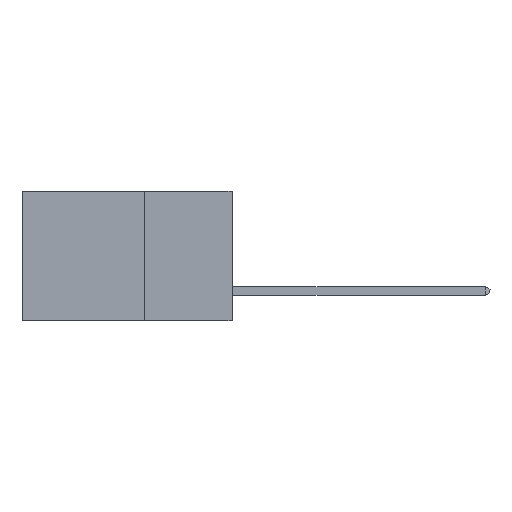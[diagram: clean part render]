
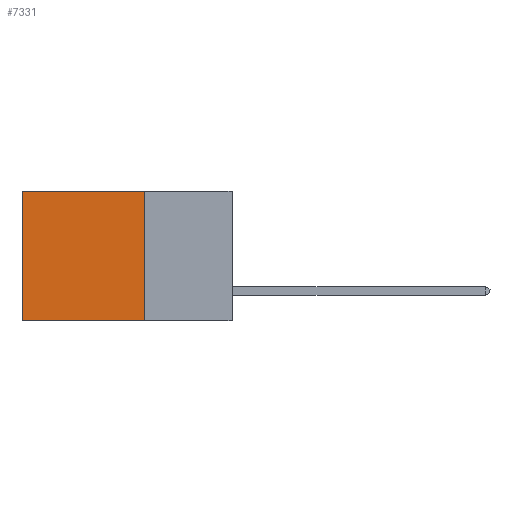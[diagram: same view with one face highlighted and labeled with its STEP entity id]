
A CAD part, left-side view. The second image highlights one B-rep face of the part: STEP entity #7331.
In plain terms, the highlighted planar face has unit normal (-1, 0, 0).
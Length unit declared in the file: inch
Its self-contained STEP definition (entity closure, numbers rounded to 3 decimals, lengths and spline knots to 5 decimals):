
#54 = EDGE_CURVE ( 'NONE', #1360, #2403, #2611, .T. ) ;
#882 = EDGE_CURVE ( 'NONE', #3472, #11810, #14766, .T. ) ;
#1051 = EDGE_CURVE ( 'NONE', #1360, #3472, #16574, .T. ) ;
#1360 = VERTEX_POINT ( 'NONE', #15248 ) ;
#2016 = ORIENTED_EDGE ( 'NONE', *, *, #54, .T. ) ;
#2201 = VECTOR ( 'NONE', #14904, 39.37008 ) ;
#2403 = VERTEX_POINT ( 'NONE', #13821 ) ;
#2437 = CARTESIAN_POINT ( 'NONE',  ( 0.2875, 0.6, -0.37 ) ) ;
#2611 = LINE ( 'NONE', #14165, #2201 ) ;
#2780 = CARTESIAN_POINT ( 'NONE',  ( 0.2875, 0.6, 0. ) ) ;
#3472 = VERTEX_POINT ( 'NONE', #7340 ) ;
#3731 = VECTOR ( 'NONE', #12038, 39.37008 ) ;
#4215 = CARTESIAN_POINT ( 'NONE',  ( 0.2875, 0.25, 0. ) ) ;
#4977 = ORIENTED_EDGE ( 'NONE', *, *, #882, .F. ) ;
#5277 = FACE_OUTER_BOUND ( 'NONE', #7487, .T. ) ;
#5364 = PLANE ( 'NONE',  #11217 ) ;
#6560 = DIRECTION ( 'NONE',  ( 0., 0., -1. ) ) ;
#6716 = DIRECTION ( 'NONE',  ( 0., 0., -1. ) ) ;
#7245 = VECTOR ( 'NONE', #14321, 39.37008 ) ;
#7331 = ADVANCED_FACE ( 'NONE', ( #5277 ), #5364, .F. ) ;
#7340 = CARTESIAN_POINT ( 'NONE',  ( 0.2875, 0.25, -0.37 ) ) ;
#7487 = EDGE_LOOP ( 'NONE', ( #12057, #4977, #8042, #2016 ) ) ;
#8042 = ORIENTED_EDGE ( 'NONE', *, *, #1051, .F. ) ;
#11217 = AXIS2_PLACEMENT_3D ( 'NONE', #4215, #14496, #6716 ) ;
#11810 = VERTEX_POINT ( 'NONE', #2437 ) ;
#11919 = VECTOR ( 'NONE', #6560, 39.37008 ) ;
#12038 = DIRECTION ( 'NONE',  ( 0., 0., -1. ) ) ;
#12050 = EDGE_CURVE ( 'NONE', #2403, #11810, #13284, .T. ) ;
#12057 = ORIENTED_EDGE ( 'NONE', *, *, #12050, .T. ) ;
#13284 = LINE ( 'NONE', #2780, #3731 ) ;
#13821 = CARTESIAN_POINT ( 'NONE',  ( 0.2875, 0.6, 0. ) ) ;
#14165 = CARTESIAN_POINT ( 'NONE',  ( 0.2875, 0.25, 0. ) ) ;
#14321 = DIRECTION ( 'NONE',  ( 0., 1., 0. ) ) ;
#14324 = CARTESIAN_POINT ( 'NONE',  ( 0.2875, 0.25, 0. ) ) ;
#14496 = DIRECTION ( 'NONE',  ( 1., 0., 0. ) ) ;
#14766 = LINE ( 'NONE', #16583, #7245 ) ;
#14904 = DIRECTION ( 'NONE',  ( 0., 1., 0. ) ) ;
#15248 = CARTESIAN_POINT ( 'NONE',  ( 0.2875, 0.25, 0. ) ) ;
#16574 = LINE ( 'NONE', #14324, #11919 ) ;
#16583 = CARTESIAN_POINT ( 'NONE',  ( 0.2875, 0.25, -0.37 ) ) ;
